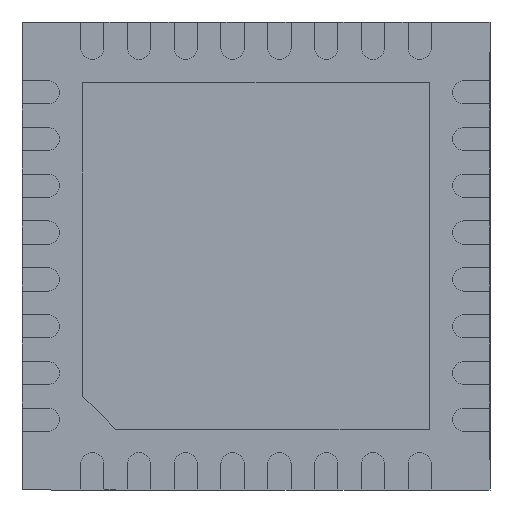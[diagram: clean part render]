
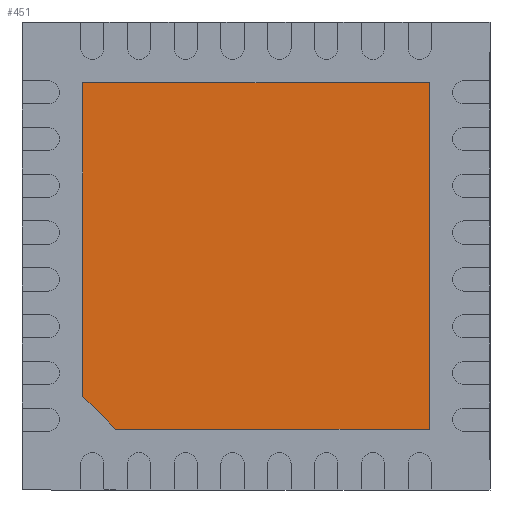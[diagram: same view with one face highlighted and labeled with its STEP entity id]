
A CAD part, front view. The second image highlights one B-rep face of the part: STEP entity #451.
In plain terms, the highlighted planar face has unit normal (0, -1, 0).
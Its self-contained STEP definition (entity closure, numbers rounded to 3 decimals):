
#352 = DIRECTION ( 'NONE',  ( 0., 0., 1. ) ) ;
#451 = ADVANCED_FACE ( 'NONE', ( #5130 ), #7006, .T. ) ;
#490 = ORIENTED_EDGE ( 'NONE', *, *, #9963, .T. ) ;
#956 = CARTESIAN_POINT ( 'NONE',  ( 0., 0., 0. ) ) ;
#1017 = CARTESIAN_POINT ( 'NONE',  ( -1.5, 0., -1.85 ) ) ;
#1170 = DIRECTION ( 'NONE',  ( -1., 0., 0. ) ) ;
#1232 = VERTEX_POINT ( 'NONE', #8629 ) ;
#1734 = VERTEX_POINT ( 'NONE', #1017 ) ;
#1776 = LINE ( 'NONE', #5170, #7678 ) ;
#1799 = EDGE_CURVE ( 'NONE', #1232, #6241, #10410, .T. ) ;
#1883 = CARTESIAN_POINT ( 'NONE',  ( 1.85, 0., 1.85 ) ) ;
#2858 = ORIENTED_EDGE ( 'NONE', *, *, #4029, .T. ) ;
#3124 = ORIENTED_EDGE ( 'NONE', *, *, #10766, .F. ) ;
#3144 = CARTESIAN_POINT ( 'NONE',  ( -1.85, 0., -1.85 ) ) ;
#3700 = CARTESIAN_POINT ( 'NONE',  ( -1.85, 0., 1.85 ) ) ;
#3878 = DIRECTION ( 'NONE',  ( 0., 0., -1. ) ) ;
#4029 = EDGE_CURVE ( 'NONE', #8504, #8750, #10700, .T. ) ;
#4354 = DIRECTION ( 'NONE',  ( 0., 0., -1. ) ) ;
#4556 = ORIENTED_EDGE ( 'NONE', *, *, #1799, .T. ) ;
#5074 = CARTESIAN_POINT ( 'NONE',  ( -1.675, 0., -1.675 ) ) ;
#5092 = AXIS2_PLACEMENT_3D ( 'NONE', #956, #7834, #4354 ) ;
#5130 = FACE_OUTER_BOUND ( 'NONE', #6468, .T. ) ;
#5170 = CARTESIAN_POINT ( 'NONE',  ( 1.85, 0., -1.85 ) ) ;
#5650 = ORIENTED_EDGE ( 'NONE', *, *, #6766, .T. ) ;
#6241 = VERTEX_POINT ( 'NONE', #7426 ) ;
#6468 = EDGE_LOOP ( 'NONE', ( #3124, #5650, #4556, #490, #2858 ) ) ;
#6632 = VECTOR ( 'NONE', #352, 1000. ) ;
#6766 = EDGE_CURVE ( 'NONE', #1734, #1232, #1776, .T. ) ;
#7006 = PLANE ( 'NONE',  #5092 ) ;
#7426 = CARTESIAN_POINT ( 'NONE',  ( 1.85, 0., 1.85 ) ) ;
#7678 = VECTOR ( 'NONE', #8539, 1000. ) ;
#7834 = DIRECTION ( 'NONE',  ( 0., -1., 0. ) ) ;
#7839 = VECTOR ( 'NONE', #3878, 1000. ) ;
#7926 = LINE ( 'NONE', #1883, #10511 ) ;
#8431 = VECTOR ( 'NONE', #8440, 1000. ) ;
#8440 = DIRECTION ( 'NONE',  ( -0.707, 0., 0.707 ) ) ;
#8504 = VERTEX_POINT ( 'NONE', #3700 ) ;
#8539 = DIRECTION ( 'NONE',  ( 1., 0., 0. ) ) ;
#8629 = CARTESIAN_POINT ( 'NONE',  ( 1.85, 0., -1.85 ) ) ;
#8750 = VERTEX_POINT ( 'NONE', #9232 ) ;
#9232 = CARTESIAN_POINT ( 'NONE',  ( -1.85, 0., -1.5 ) ) ;
#9271 = LINE ( 'NONE', #5074, #8431 ) ;
#9594 = CARTESIAN_POINT ( 'NONE',  ( 1.85, 0., -1.85 ) ) ;
#9963 = EDGE_CURVE ( 'NONE', #6241, #8504, #7926, .T. ) ;
#10410 = LINE ( 'NONE', #9594, #6632 ) ;
#10511 = VECTOR ( 'NONE', #1170, 1000. ) ;
#10700 = LINE ( 'NONE', #3144, #7839 ) ;
#10766 = EDGE_CURVE ( 'NONE', #1734, #8750, #9271, .T. ) ;
